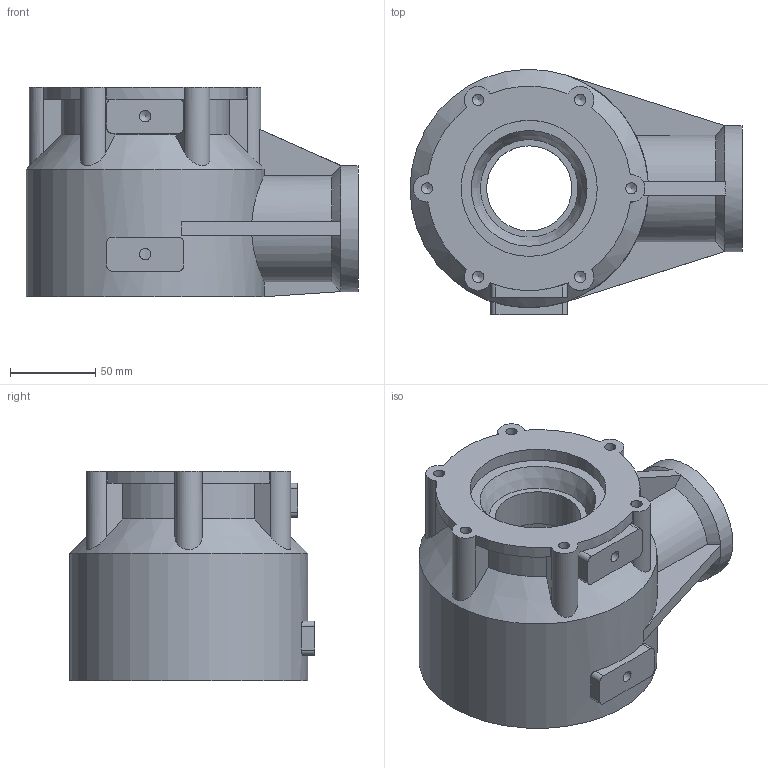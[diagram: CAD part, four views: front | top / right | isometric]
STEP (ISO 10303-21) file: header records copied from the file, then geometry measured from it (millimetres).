
FILE_DESCRIPTION(/* description */ (''),/* implementation_level */ '2;1');
FILE_NAME(/* name */ 'Part 089.stp',/* time_stamp */ '2015-02-26T16:44:58+02:00',/* author */ ('SFC'),/* organization */ (''),/* preprocessor_version */ 'ST-DEVELOPER v15.2',/* originating_system */ 'Autodesk Inventor 2014',/* authorisation */ '');
FILE_SCHEMA (('AUTOMOTIVE_DESIGN { 1 0 10303 214 3 1 1 }'));
Length unit declared in the file: millimetre
Products named in the file (1): Part 089
Bounding box: 195 x 143.97 x 123 mm (x, y, z)
Volume: 634288.6 mm3; surface area: 167667.6 mm2
Topology: 1 solids, 1 shells, 125 faces, 327 edges, 213 vertices
Faces by surface type: plane 58, cylinder 51, cone 15, torus 1
Full cylindrical faces by diameter (mm): 6.647 x8, 40 x1, 43 x1, 50 x1, 51 x1, 53 x1, 64 x1, 74 x1, 80 x1, 86 x1, 110 x1, 120 x1, 126 x1
Entity records: 3947 total; most frequent: CARTESIAN_POINT 1002, DIRECTION 601, ORIENTED_EDGE 576, EDGE_CURVE 286, AXIS2_PLACEMENT_3D 234, VERTEX_POINT 203, EDGE_LOOP 171, LINE 133
